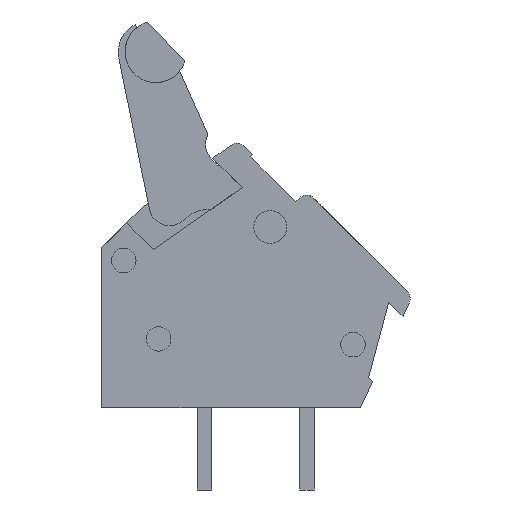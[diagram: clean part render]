
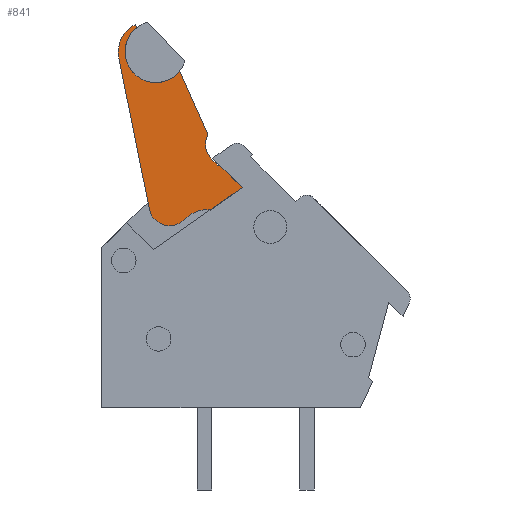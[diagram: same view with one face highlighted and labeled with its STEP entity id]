
A CAD part, left-side view. The second image highlights one B-rep face of the part: STEP entity #841.
In plain terms, the highlighted planar face has unit normal (-1, 0, 0).
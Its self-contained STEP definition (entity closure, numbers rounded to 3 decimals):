
#475=CARTESIAN_POINT('',(-0.85,2.21,9.654));
#476=VERTEX_POINT('',#475);
#477=CARTESIAN_POINT('',(-0.85,3.471,9.193));
#478=VERTEX_POINT('',#477);
#479=CARTESIAN_POINT('',(-0.85,2.38,8.164));
#480=DIRECTION('',(-1.,0.,0.));
#481=DIRECTION('',(0.,0.343,0.939));
#482=AXIS2_PLACEMENT_3D('',#479,#480,#481);
#483=CIRCLE('',#482,1.5);
#484=EDGE_CURVE('',#476,#478,#483,.T.);
#517=CARTESIAN_POINT('',(-0.85,5.179,9.681));
#518=VERTEX_POINT('',#517);
#519=CARTESIAN_POINT('',(-0.85,4.199,9.879));
#520=DIRECTION('',(1.,0.,0.));
#521=DIRECTION('',(0.,0.275,-0.962));
#522=AXIS2_PLACEMENT_3D('',#519,#520,#521);
#523=CIRCLE('',#522,1.0);
#524=EDGE_CURVE('',#478,#518,#523,.T.);
#550=CARTESIAN_POINT('',(-0.85,6.669,17.052));
#551=VERTEX_POINT('',#550);
#552=CARTESIAN_POINT('',(-0.85,5.179,9.681));
#553=DIRECTION('',(0.,0.198,0.98));
#554=VECTOR('',#553,7.52);
#555=LINE('',#552,#554);
#556=EDGE_CURVE('',#518,#551,#555,.T.);
#581=CARTESIAN_POINT('',(-0.85,5.88,18.686));
#582=VERTEX_POINT('',#581);
#583=CARTESIAN_POINT('',(-0.85,5.199,17.349));
#584=DIRECTION('',(1.,0.,0.));
#585=DIRECTION('',(0.,0.9,0.435));
#586=AXIS2_PLACEMENT_3D('',#583,#584,#585);
#587=CIRCLE('',#586,1.5);
#588=EDGE_CURVE('',#551,#582,#587,.T.);
#614=CARTESIAN_POINT('',(-0.85,5.803,18.534));
#615=VERTEX_POINT('',#614);
#616=CARTESIAN_POINT('',(-0.85,5.88,18.686));
#617=DIRECTION('',(0.0,-0.454,-0.891));
#618=VECTOR('',#617,0.17);
#619=LINE('',#616,#618);
#620=EDGE_CURVE('',#582,#615,#619,.T.);
#645=CARTESIAN_POINT('',(-0.85,3.702,16.417));
#646=VERTEX_POINT('',#645);
#647=CARTESIAN_POINT('',(-0.85,4.868,17.361));
#648=DIRECTION('',(-1.,0.,0.));
#649=DIRECTION('',(0.,0.71,-0.704));
#650=AXIS2_PLACEMENT_3D('',#647,#648,#649);
#651=CIRCLE('',#650,1.5);
#652=EDGE_CURVE('',#615,#646,#651,.T.);
#678=CARTESIAN_POINT('',(-0.85,2.327,13.329));
#679=VERTEX_POINT('',#678);
#680=CARTESIAN_POINT('',(-0.85,3.702,16.417));
#681=DIRECTION('',(0.,-0.407,-0.914));
#682=VECTOR('',#681,3.38);
#683=LINE('',#680,#682);
#684=EDGE_CURVE('',#646,#679,#683,.T.);
#709=CARTESIAN_POINT('',(-0.85,2.339,12.398));
#710=VERTEX_POINT('',#709);
#711=CARTESIAN_POINT('',(-0.85,1.448,12.852));
#712=DIRECTION('',(-1.0,0.,0.));
#713=DIRECTION('',(0.,1.,0.013));
#714=AXIS2_PLACEMENT_3D('',#711,#712,#713);
#715=CIRCLE('',#714,1.);
#716=EDGE_CURVE('',#679,#710,#715,.T.);
#742=CARTESIAN_POINT('',(-0.85,1.629,11.716));
#743=VERTEX_POINT('',#742);
#744=CARTESIAN_POINT('',(-0.85,1.003,13.079));
#745=DIRECTION('',(-1.,0.,0.));
#746=DIRECTION('',(0.,0.692,-0.721));
#747=AXIS2_PLACEMENT_3D('',#744,#745,#746);
#748=CIRCLE('',#747,1.5);
#749=EDGE_CURVE('',#710,#743,#748,.T.);
#775=CARTESIAN_POINT('',(-0.85,0.655,10.742));
#776=VERTEX_POINT('',#775);
#777=CARTESIAN_POINT('',(-0.85,1.629,11.716));
#778=DIRECTION('',(0.0,-0.707,-0.707));
#779=VECTOR('',#778,1.376);
#780=LINE('',#777,#779);
#781=EDGE_CURVE('',#743,#776,#780,.T.);
#806=CARTESIAN_POINT('',(-0.85,0.655,10.742));
#807=DIRECTION('',(0.,0.819,-0.574));
#808=VECTOR('',#807,1.897);
#809=LINE('',#806,#808);
#810=EDGE_CURVE('',#776,#476,#809,.T.);
#823=CARTESIAN_POINT('',(-0.85,4.386,13.621));
#824=DIRECTION('',(-1.0,0.0,0.0));
#825=DIRECTION('',(0.0,0.0,1.0));
#826=AXIS2_PLACEMENT_3D('',#823,#824,#825);
#827=PLANE('',#826);
#828=ORIENTED_EDGE('',*,*,#484,.F.);
#829=ORIENTED_EDGE('',*,*,#810,.F.);
#830=ORIENTED_EDGE('',*,*,#781,.F.);
#831=ORIENTED_EDGE('',*,*,#749,.F.);
#832=ORIENTED_EDGE('',*,*,#716,.F.);
#833=ORIENTED_EDGE('',*,*,#684,.F.);
#834=ORIENTED_EDGE('',*,*,#652,.F.);
#835=ORIENTED_EDGE('',*,*,#620,.F.);
#836=ORIENTED_EDGE('',*,*,#588,.F.);
#837=ORIENTED_EDGE('',*,*,#556,.F.);
#838=ORIENTED_EDGE('',*,*,#524,.F.);
#839=EDGE_LOOP('',(#828,#829,#830,#831,#832,#833,#834,#835,#836,#837,#838));
#840=FACE_OUTER_BOUND('',#839,.T.);
#841=ADVANCED_FACE('',(#840),#827,.T.);
